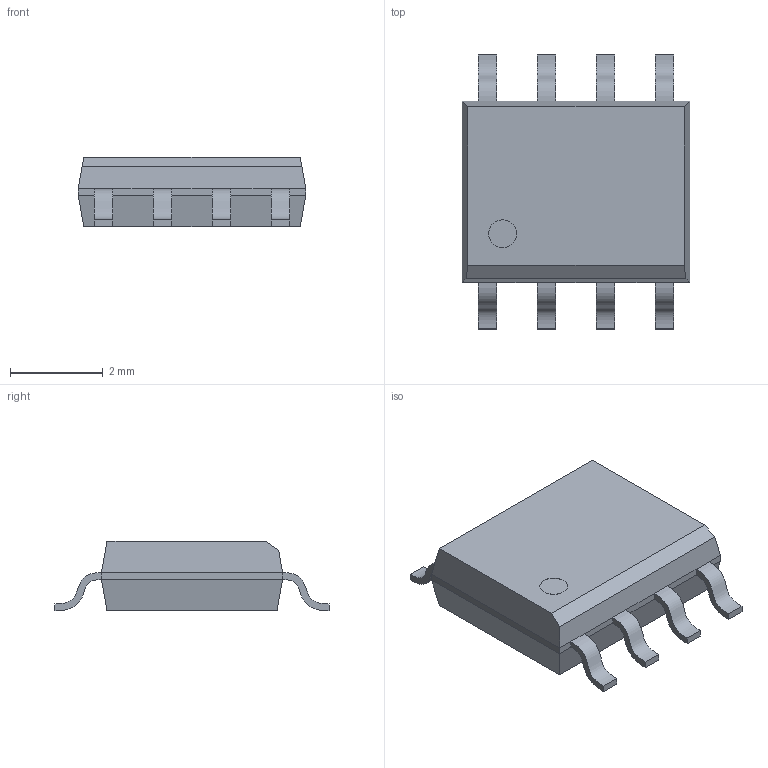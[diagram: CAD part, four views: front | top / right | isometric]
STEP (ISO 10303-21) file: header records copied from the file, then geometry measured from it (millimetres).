
FILE_DESCRIPTION (( 'STEP AP214' ), '1' );
FILE_NAME ('SOIC8.STEP', '2023-07-14T12:38:37', ( 'user' ), ( '' ), 'SwSTEP 2.0', 'SolidWorks 2012', '' );
FILE_SCHEMA (( 'AUTOMOTIVE_DESIGN' ));
Length unit declared in the file: millimetre
Products named in the file (1): SOIC8
Bounding box: 4.9 x 5.9 x 1.5 mm (x, y, z)
Volume: 27.8 mm3; surface area: 71.4 mm2
Topology: 1 solids, 1 shells, 58 faces, 141 edges, 86 vertices
Faces by surface type: plane 40, bspline 16, cylinder 2
Entity records: 3493 total; most frequent: CARTESIAN_POINT 1582, ORIENTED_EDGE 282, DIRECTION 199, EDGE_CURVE 141, LINE 105, VECTOR 105, VERTEX_POINT 86, UNCERTAINTY_MEASURE_WITH_UNIT 61
